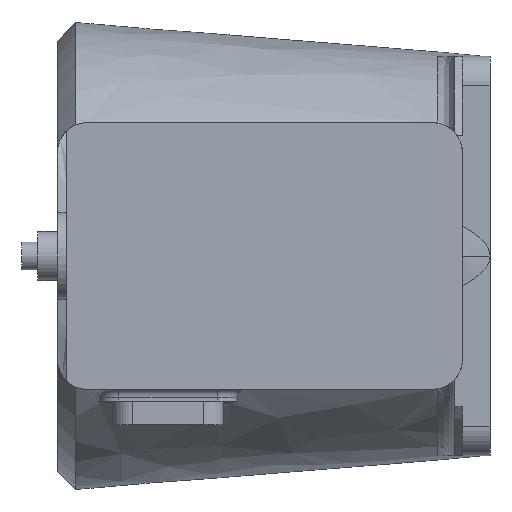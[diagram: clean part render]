
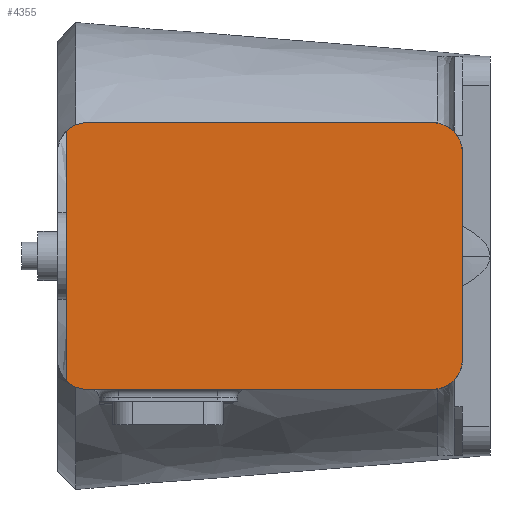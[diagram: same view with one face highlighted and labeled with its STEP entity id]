
A CAD part, left-side view. The second image highlights one B-rep face of the part: STEP entity #4355.
In plain terms, the highlighted planar face has unit normal (-1, 0, 0).
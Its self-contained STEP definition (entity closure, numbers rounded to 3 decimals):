
#143 = CARTESIAN_POINT ( 'NONE',  ( -164.2, 14., -52.5 ) ) ;
#147 = CARTESIAN_POINT ( 'NONE',  ( -164.2, 29., 52.5 ) ) ;
#188 = VECTOR ( 'NONE', #5285, 1000. ) ;
#198 = DIRECTION ( 'NONE',  ( 0., 0., -1. ) ) ;
#263 = VERTEX_POINT ( 'NONE', #3196 ) ;
#367 = CARTESIAN_POINT ( 'NONE',  ( -164.2, 214.5, -52.5 ) ) ;
#535 = VERTEX_POINT ( 'NONE', #4246 ) ;
#613 = EDGE_CURVE ( 'NONE', #4296, #263, #826, .T. ) ;
#627 = PLANE ( 'NONE',  #1966 ) ;
#724 = AXIS2_PLACEMENT_3D ( 'NONE', #147, #2226, #1796 ) ;
#826 = LINE ( 'NONE', #4786, #188 ) ;
#976 = VECTOR ( 'NONE', #198, 1000. ) ;
#981 = DIRECTION ( 'NONE',  ( 0., 0., -1. ) ) ;
#1131 = EDGE_CURVE ( 'NONE', #5637, #4296, #4208, .T. ) ;
#1263 = AXIS2_PLACEMENT_3D ( 'NONE', #3159, #4953, #2692 ) ;
#1360 = DIRECTION ( 'NONE',  ( 0., 1., 0. ) ) ;
#1399 = CARTESIAN_POINT ( 'NONE',  ( -164.2, 204., -67.5 ) ) ;
#1430 = EDGE_CURVE ( 'NONE', #5094, #5505, #5081, .T. ) ;
#1513 = ORIENTED_EDGE ( 'NONE', *, *, #1659, .F. ) ;
#1646 = ORIENTED_EDGE ( 'NONE', *, *, #613, .F. ) ;
#1658 = VERTEX_POINT ( 'NONE', #1399 ) ;
#1659 = EDGE_CURVE ( 'NONE', #1658, #535, #3761, .T. ) ;
#1763 = ORIENTED_EDGE ( 'NONE', *, *, #1430, .F. ) ;
#1796 = DIRECTION ( 'NONE',  ( 0., 0., -1. ) ) ;
#1869 = EDGE_CURVE ( 'NONE', #4681, #1658, #3179, .T. ) ;
#1966 = AXIS2_PLACEMENT_3D ( 'NONE', #3280, #2848, #5021 ) ;
#1980 = CARTESIAN_POINT ( 'NONE',  ( -164.2, 214.5, 63.212 ) ) ;
#2079 = CARTESIAN_POINT ( 'NONE',  ( -164.2, 204., 67.5 ) ) ;
#2125 = DIRECTION ( 'NONE',  ( 0., 0., -1. ) ) ;
#2226 = DIRECTION ( 'NONE',  ( 1., 0., 0. ) ) ;
#2306 = EDGE_CURVE ( 'NONE', #5637, #535, #3866, .T. ) ;
#2318 = VECTOR ( 'NONE', #2125, 1000. ) ;
#2632 = ORIENTED_EDGE ( 'NONE', *, *, #1869, .F. ) ;
#2653 = EDGE_CURVE ( 'NONE', #263, #5094, #5158, .T. ) ;
#2692 = DIRECTION ( 'NONE',  ( 0., 0., 1. ) ) ;
#2728 = AXIS2_PLACEMENT_3D ( 'NONE', #3269, #5550, #5034 ) ;
#2848 = DIRECTION ( 'NONE',  ( -1., 0., 0. ) ) ;
#2919 = EDGE_LOOP ( 'NONE', ( #4522, #5420, #1513, #2632, #3274, #1763, #3807, #1646 ) ) ;
#3059 = CARTESIAN_POINT ( 'NONE',  ( -164.2, 29., -52.5 ) ) ;
#3159 = CARTESIAN_POINT ( 'NONE',  ( -164.2, 204., -52.5 ) ) ;
#3179 = LINE ( 'NONE', #4944, #5509 ) ;
#3196 = CARTESIAN_POINT ( 'NONE',  ( -164.2, 29., 67.5 ) ) ;
#3269 = CARTESIAN_POINT ( 'NONE',  ( -164.2, 204., 52.5 ) ) ;
#3274 = ORIENTED_EDGE ( 'NONE', *, *, #5278, .F. ) ;
#3280 = CARTESIAN_POINT ( 'NONE',  ( -164.2, 204., -52.5 ) ) ;
#3761 = CIRCLE ( 'NONE', #1263, 15. ) ;
#3807 = ORIENTED_EDGE ( 'NONE', *, *, #2653, .F. ) ;
#3866 = LINE ( 'NONE', #367, #2318 ) ;
#3954 = CIRCLE ( 'NONE', #4412, 15. ) ;
#4163 = FACE_OUTER_BOUND ( 'NONE', #2919, .T. ) ;
#4208 = CIRCLE ( 'NONE', #2728, 15. ) ;
#4246 = CARTESIAN_POINT ( 'NONE',  ( -164.2, 214.5, -63.212 ) ) ;
#4296 = VERTEX_POINT ( 'NONE', #2079 ) ;
#4348 = CARTESIAN_POINT ( 'NONE',  ( -164.2, 14., 52.5 ) ) ;
#4355 = ADVANCED_FACE ( 'NONE', ( #4163 ), #627, .T. ) ;
#4412 = AXIS2_PLACEMENT_3D ( 'NONE', #3059, #4422, #981 ) ;
#4422 = DIRECTION ( 'NONE',  ( 1., 0., 0. ) ) ;
#4522 = ORIENTED_EDGE ( 'NONE', *, *, #1131, .F. ) ;
#4681 = VERTEX_POINT ( 'NONE', #4991 ) ;
#4786 = CARTESIAN_POINT ( 'NONE',  ( -164.2, 204., 67.5 ) ) ;
#4944 = CARTESIAN_POINT ( 'NONE',  ( -164.2, 204., -67.5 ) ) ;
#4953 = DIRECTION ( 'NONE',  ( 1., 0., 0. ) ) ;
#4991 = CARTESIAN_POINT ( 'NONE',  ( -164.2, 29., -67.5 ) ) ;
#5021 = DIRECTION ( 'NONE',  ( 0., 0., 1. ) ) ;
#5034 = DIRECTION ( 'NONE',  ( 0., 0., -1. ) ) ;
#5081 = LINE ( 'NONE', #5107, #976 ) ;
#5094 = VERTEX_POINT ( 'NONE', #4348 ) ;
#5107 = CARTESIAN_POINT ( 'NONE',  ( -164.2, 14., 52.5 ) ) ;
#5158 = CIRCLE ( 'NONE', #724, 15. ) ;
#5278 = EDGE_CURVE ( 'NONE', #5505, #4681, #3954, .T. ) ;
#5285 = DIRECTION ( 'NONE',  ( 0., -1., 0. ) ) ;
#5420 = ORIENTED_EDGE ( 'NONE', *, *, #2306, .T. ) ;
#5505 = VERTEX_POINT ( 'NONE', #143 ) ;
#5509 = VECTOR ( 'NONE', #1360, 1000. ) ;
#5550 = DIRECTION ( 'NONE',  ( 1., 0., 0. ) ) ;
#5637 = VERTEX_POINT ( 'NONE', #1980 ) ;
